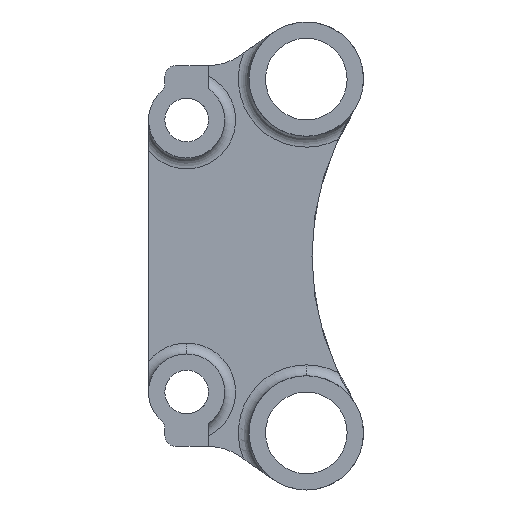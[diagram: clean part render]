
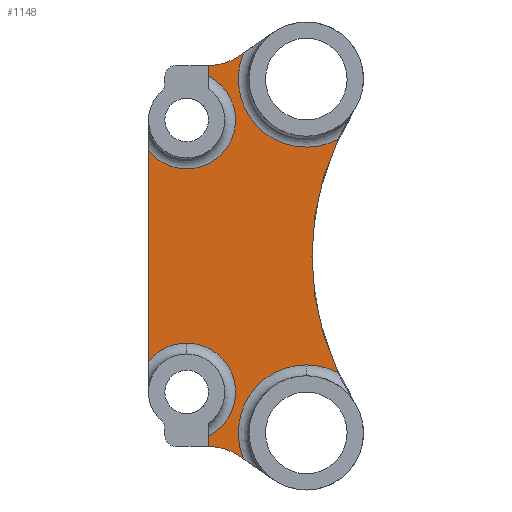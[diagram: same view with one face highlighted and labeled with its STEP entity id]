
A CAD part, front view. The second image highlights one B-rep face of the part: STEP entity #1148.
In plain terms, the highlighted planar face has unit normal (0, -1, 0).
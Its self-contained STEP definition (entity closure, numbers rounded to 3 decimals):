
#1 = EDGE_CURVE ( 'NONE', #1556, #213, #290, .T. ) ;
#21 = EDGE_CURVE ( 'NONE', #1583, #592, #1733, .T. ) ;
#31 = AXIS2_PLACEMENT_3D ( 'NONE', #720, #1254, #411 ) ;
#40 = CARTESIAN_POINT ( 'NONE',  ( 80.029, -10., 0. ) ) ;
#44 = EDGE_CURVE ( 'NONE', #253, #275, #440, .T. ) ;
#59 = DIRECTION ( 'NONE',  ( 0., 1., 0. ) ) ;
#60 = LINE ( 'NONE', #1688, #1216 ) ;
#61 = VECTOR ( 'NONE', #1694, 1000. ) ;
#71 = DIRECTION ( 'NONE',  ( 0., 0., 1. ) ) ;
#104 = CARTESIAN_POINT ( 'NONE',  ( 29., -10., -20. ) ) ;
#135 = PLANE ( 'NONE',  #31 ) ;
#139 = CARTESIAN_POINT ( 'NONE',  ( 7., -10., -16. ) ) ;
#166 = CARTESIAN_POINT ( 'NONE',  ( 11., -10., 0. ) ) ;
#175 = VECTOR ( 'NONE', #721, 1000. ) ;
#177 = AXIS2_PLACEMENT_3D ( 'NONE', #969, #561, #1120 ) ;
#183 = ORIENTED_EDGE ( 'NONE', *, *, #601, .F. ) ;
#185 = EDGE_CURVE ( 'NONE', #974, #1065, #1639, .T. ) ;
#205 = CARTESIAN_POINT ( 'NONE',  ( 7., -10., 25. ) ) ;
#213 = VERTEX_POINT ( 'NONE', #424 ) ;
#215 = CARTESIAN_POINT ( 'NONE',  ( 16.667, -10., 36.761 ) ) ;
#238 = ORIENTED_EDGE ( 'NONE', *, *, #303, .T. ) ;
#253 = VERTEX_POINT ( 'NONE', #545 ) ;
#275 = VERTEX_POINT ( 'NONE', #1518 ) ;
#290 = CIRCLE ( 'NONE', #1474, 9. ) ;
#303 = EDGE_CURVE ( 'NONE', #628, #1038, #612, .T. ) ;
#306 = CARTESIAN_POINT ( 'NONE',  ( 11., -10., -35. ) ) ;
#332 = CARTESIAN_POINT ( 'NONE',  ( 29., -10., -32.5 ) ) ;
#351 = AXIS2_PLACEMENT_3D ( 'NONE', #40, #585, #1420 ) ;
#385 = CIRCLE ( 'NONE', #1445, 9. ) ;
#393 = ORIENTED_EDGE ( 'NONE', *, *, #1692, .T. ) ;
#411 = DIRECTION ( 'NONE',  ( 0., 0., 1. ) ) ;
#424 = CARTESIAN_POINT ( 'NONE',  ( 11., -10., -33.062 ) ) ;
#440 = CIRCLE ( 'NONE', #1761, 12.5 ) ;
#501 = AXIS2_PLACEMENT_3D ( 'NONE', #1439, #1258, #860 ) ;
#545 = CARTESIAN_POINT ( 'NONE',  ( 34.871, -10., 21.465 ) ) ;
#561 = DIRECTION ( 'NONE',  ( 0., 1., 0. ) ) ;
#576 = CARTESIAN_POINT ( 'NONE',  ( 29., -10., 32.5 ) ) ;
#585 = DIRECTION ( 'NONE',  ( 0., 1., 0. ) ) ;
#591 = EDGE_CURVE ( 'NONE', #1273, #253, #1238, .T. ) ;
#592 = VERTEX_POINT ( 'NONE', #306 ) ;
#601 = EDGE_CURVE ( 'NONE', #749, #1065, #1392, .T. ) ;
#612 = CIRCLE ( 'NONE', #1072, 12.5 ) ;
#617 = DIRECTION ( 'NONE',  ( 0.824, 0., 0.567 ) ) ;
#628 = VERTEX_POINT ( 'NONE', #892 ) ;
#661 = VERTEX_POINT ( 'NONE', #215 ) ;
#675 = AXIS2_PLACEMENT_3D ( 'NONE', #332, #1555, #1156 ) ;
#676 = VECTOR ( 'NONE', #1696, 1000. ) ;
#697 = AXIS2_PLACEMENT_3D ( 'NONE', #205, #1307, #71 ) ;
#720 = CARTESIAN_POINT ( 'NONE',  ( 0., -10., 0. ) ) ;
#721 = DIRECTION ( 'NONE',  ( 0., 0., -1. ) ) ;
#726 = DIRECTION ( 'NONE',  ( 0., 0., 1. ) ) ;
#749 = VERTEX_POINT ( 'NONE', #1395 ) ;
#830 = ORIENTED_EDGE ( 'NONE', *, *, #591, .T. ) ;
#834 = EDGE_CURVE ( 'NONE', #749, #1556, #385, .T. ) ;
#839 = FACE_OUTER_BOUND ( 'NONE', #1123, .T. ) ;
#860 = DIRECTION ( 'NONE',  ( 0., 0., 1. ) ) ;
#892 = CARTESIAN_POINT ( 'NONE',  ( 17.461, -10., -37.307 ) ) ;
#894 = LINE ( 'NONE', #1267, #676 ) ;
#896 = ORIENTED_EDGE ( 'NONE', *, *, #1, .T. ) ;
#935 = CARTESIAN_POINT ( 'NONE',  ( 11., -10., 33.062 ) ) ;
#936 = ORIENTED_EDGE ( 'NONE', *, *, #1074, .T. ) ;
#963 = VECTOR ( 'NONE', #726, 1000. ) ;
#968 = ORIENTED_EDGE ( 'NONE', *, *, #185, .T. ) ;
#969 = CARTESIAN_POINT ( 'NONE',  ( 11., -10., 45. ) ) ;
#974 = VERTEX_POINT ( 'NONE', #935 ) ;
#987 = CARTESIAN_POINT ( 'NONE',  ( 16.667, -10., -36.761 ) ) ;
#1028 = DIRECTION ( 'NONE',  ( 0., 0., 1. ) ) ;
#1038 = VERTEX_POINT ( 'NONE', #104 ) ;
#1041 = ORIENTED_EDGE ( 'NONE', *, *, #1570, .T. ) ;
#1052 = CIRCLE ( 'NONE', #177, 10. ) ;
#1065 = VERTEX_POINT ( 'NONE', #1487 ) ;
#1072 = AXIS2_PLACEMENT_3D ( 'NONE', #1219, #1229, #1772 ) ;
#1074 = EDGE_CURVE ( 'NONE', #1472, #974, #1427, .T. ) ;
#1115 = ORIENTED_EDGE ( 'NONE', *, *, #1655, .F. ) ;
#1120 = DIRECTION ( 'NONE',  ( 0., 0., 1. ) ) ;
#1123 = EDGE_LOOP ( 'NONE', ( #183, #1369, #896, #1321, #1496, #393, #238, #1284, #830, #1434, #1115, #1041, #936, #968 ) ) ;
#1126 = DIRECTION ( 'NONE',  ( 0., 1., 0. ) ) ;
#1148 = ADVANCED_FACE ( 'NONE', ( #839 ), #135, .F. ) ;
#1156 = DIRECTION ( 'NONE',  ( 0., 0., 1. ) ) ;
#1216 = VECTOR ( 'NONE', #617, 1000. ) ;
#1219 = CARTESIAN_POINT ( 'NONE',  ( 29., -10., -32.5 ) ) ;
#1229 = DIRECTION ( 'NONE',  ( 0., 1., 0. ) ) ;
#1238 = CIRCLE ( 'NONE', #351, 50. ) ;
#1247 = EDGE_CURVE ( 'NONE', #1038, #1273, #1712, .T. ) ;
#1254 = DIRECTION ( 'NONE',  ( 0., 1., 0. ) ) ;
#1258 = DIRECTION ( 'NONE',  ( 0., -1., 0. ) ) ;
#1267 = CARTESIAN_POINT ( 'NONE',  ( -11.812, -10., -17.171 ) ) ;
#1273 = VERTEX_POINT ( 'NONE', #1298 ) ;
#1284 = ORIENTED_EDGE ( 'NONE', *, *, #1247, .T. ) ;
#1293 = CARTESIAN_POINT ( 'NONE',  ( 7., -10., -25. ) ) ;
#1298 = CARTESIAN_POINT ( 'NONE',  ( 34.871, -10., -21.465 ) ) ;
#1307 = DIRECTION ( 'NONE',  ( 0., 1., 0. ) ) ;
#1308 = LINE ( 'NONE', #166, #963 ) ;
#1321 = ORIENTED_EDGE ( 'NONE', *, *, #1734, .F. ) ;
#1369 = ORIENTED_EDGE ( 'NONE', *, *, #834, .T. ) ;
#1392 = LINE ( 'NONE', #1673, #61 ) ;
#1395 = CARTESIAN_POINT ( 'NONE',  ( 0., -10., -19.343 ) ) ;
#1420 = DIRECTION ( 'NONE',  ( 0., 0., 1. ) ) ;
#1424 = CARTESIAN_POINT ( 'NONE',  ( 7., -10., -25. ) ) ;
#1427 = LINE ( 'NONE', #1537, #175 ) ;
#1434 = ORIENTED_EDGE ( 'NONE', *, *, #44, .T. ) ;
#1439 = CARTESIAN_POINT ( 'NONE',  ( 11., -10., -45. ) ) ;
#1445 = AXIS2_PLACEMENT_3D ( 'NONE', #1424, #1586, #1697 ) ;
#1472 = VERTEX_POINT ( 'NONE', #1752 ) ;
#1474 = AXIS2_PLACEMENT_3D ( 'NONE', #1293, #59, #1028 ) ;
#1487 = CARTESIAN_POINT ( 'NONE',  ( 0., -10., 19.343 ) ) ;
#1496 = ORIENTED_EDGE ( 'NONE', *, *, #21, .F. ) ;
#1518 = CARTESIAN_POINT ( 'NONE',  ( 17.461, -10., 37.307 ) ) ;
#1537 = CARTESIAN_POINT ( 'NONE',  ( 11., -10., 0. ) ) ;
#1555 = DIRECTION ( 'NONE',  ( 0., 1., 0. ) ) ;
#1556 = VERTEX_POINT ( 'NONE', #139 ) ;
#1570 = EDGE_CURVE ( 'NONE', #661, #1472, #1052, .T. ) ;
#1583 = VERTEX_POINT ( 'NONE', #987 ) ;
#1586 = DIRECTION ( 'NONE',  ( 0., 1., 0. ) ) ;
#1639 = CIRCLE ( 'NONE', #697, 9. ) ;
#1655 = EDGE_CURVE ( 'NONE', #661, #275, #60, .T. ) ;
#1673 = CARTESIAN_POINT ( 'NONE',  ( 0., -10., 0. ) ) ;
#1678 = DIRECTION ( 'NONE',  ( 0., 0., 1. ) ) ;
#1688 = CARTESIAN_POINT ( 'NONE',  ( -11.812, -10., 17.171 ) ) ;
#1692 = EDGE_CURVE ( 'NONE', #1583, #628, #894, .T. ) ;
#1694 = DIRECTION ( 'NONE',  ( 0., 0., 1. ) ) ;
#1696 = DIRECTION ( 'NONE',  ( 0.824, 0., -0.567 ) ) ;
#1697 = DIRECTION ( 'NONE',  ( 0., 0., 1. ) ) ;
#1712 = CIRCLE ( 'NONE', #675, 12.5 ) ;
#1733 = CIRCLE ( 'NONE', #501, 10. ) ;
#1734 = EDGE_CURVE ( 'NONE', #592, #213, #1308, .T. ) ;
#1752 = CARTESIAN_POINT ( 'NONE',  ( 11., -10., 35. ) ) ;
#1761 = AXIS2_PLACEMENT_3D ( 'NONE', #576, #1126, #1678 ) ;
#1772 = DIRECTION ( 'NONE',  ( 0., 0., 1. ) ) ;
